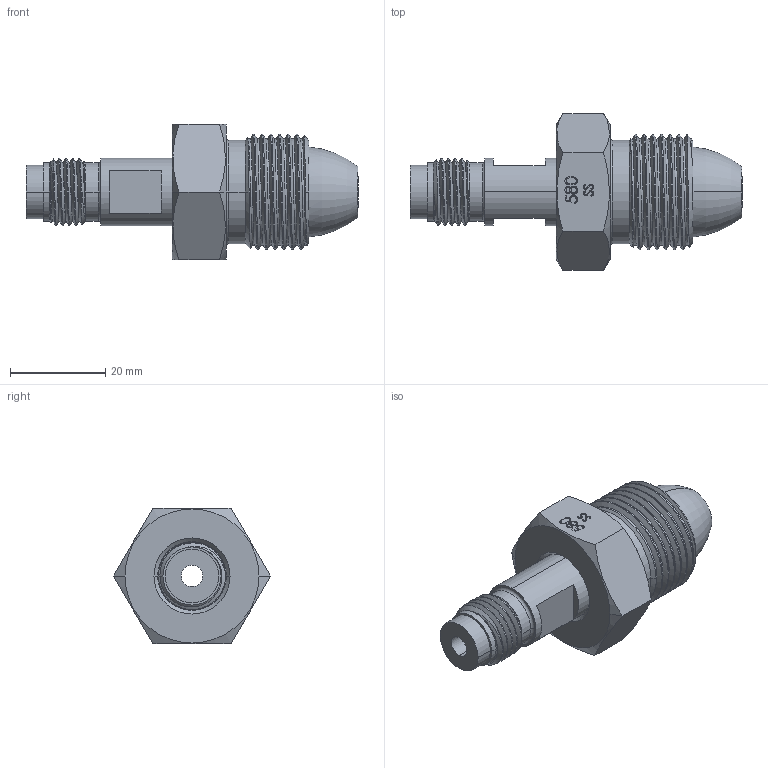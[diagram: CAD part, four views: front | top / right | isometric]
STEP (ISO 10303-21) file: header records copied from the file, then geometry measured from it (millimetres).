
FILE_DESCRIPTION (( 'STEP AP214' ), '1' );
FILE_NAME ('INL-580SS-4MFS-P.STEP', '2017-03-13T16:25:19', ( 'Accounteks' ), ( '' ), 'SwSTEP 2.0', 'SolidWorks 2012', '' );
FILE_SCHEMA (( 'AUTOMOTIVE_DESIGN' ));
Length unit declared in the file: inch
Products named in the file (3): PRT-000829; PRT-002554; INL-580SS-4MFS-P
Assembly tree (2 placements, depth 2):
  INL-580SS-4MFS-P
    PRT-002554
    PRT-000829
Bounding box: 69.85 x 33 x 28.57 mm (x, y, z)
Volume: 19966.1 mm3; surface area: 9931.2 mm2
Topology: 2 solids, 2 shells, 105 faces, 306 edges, 219 vertices
Faces by surface type: cylinder 38, plane 28, cone 23, torus 10, bspline 6
Entity records: 7925 total; most frequent: CARTESIAN_POINT 5262, ORIENTED_EDGE 612, DIRECTION 441, EDGE_CURVE 306, VERTEX_POINT 219, AXIS2_PLACEMENT_3D 179, EDGE_LOOP 123, ADVANCED_FACE 105
